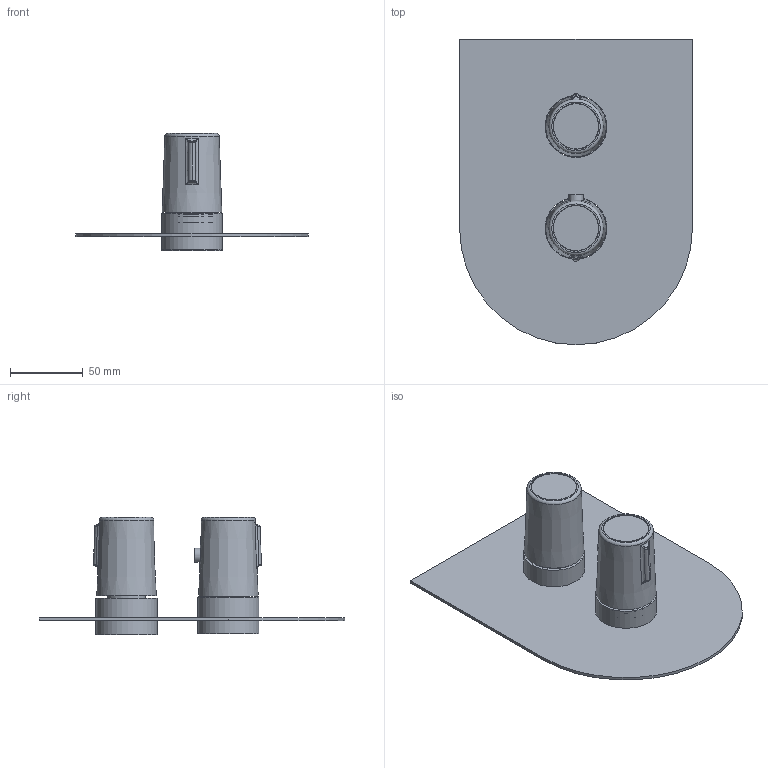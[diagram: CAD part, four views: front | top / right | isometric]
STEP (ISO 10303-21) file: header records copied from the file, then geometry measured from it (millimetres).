
FILE_DESCRIPTION (( 'STEP AP203' ), '1' );
FILE_NAME ('34DP02526.STEP', '2021-01-05T11:04:09', ( '' ), ( '' ), 'SwSTEP 2.0', 'SolidWorks 2018', '' );
FILE_SCHEMA (( 'CONFIG_CONTROL_DESIGN' ));
Length unit declared in the file: millimetre
Products named in the file (1): 34DP02526
Bounding box: 160 x 210 x 80.55 mm (x, y, z)
Volume: 120550.1 mm3; surface area: 119187.1 mm2
Topology: 10 solids, 10 shells, 323 faces, 790 edges, 500 vertices
Faces by surface type: plane 203, cylinder 52, bspline 29, cone 26, torus 11, sphere 2
Full cylindrical faces by diameter (mm): 3.1 x2, 3.3 x1, 4.15 x1, 4.65 x1, 9.8 x1, 10.1 x1, 12.45 x1, 12.5 x2, 23.2 x2, 24.4 x2, 25.3 x2, 28.3 x2, 34 x2, 35.5 x1, 35.8 x1, 39 x1, 40.5 x2, 42 x2, 42.5 x2
Entity records: 12204 total; most frequent: CARTESIAN_POINT 5132, ORIENTED_EDGE 1410, DIRECTION 1340, EDGE_CURVE 705, VERTEX_POINT 482, AXIS2_PLACEMENT_3D 479, EDGE_LOOP 429, VECTOR 382
